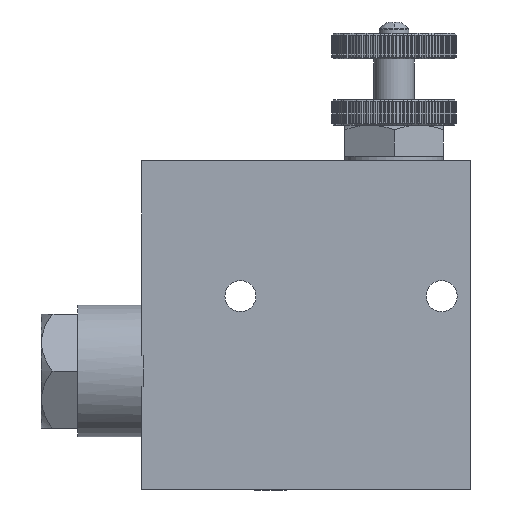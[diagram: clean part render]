
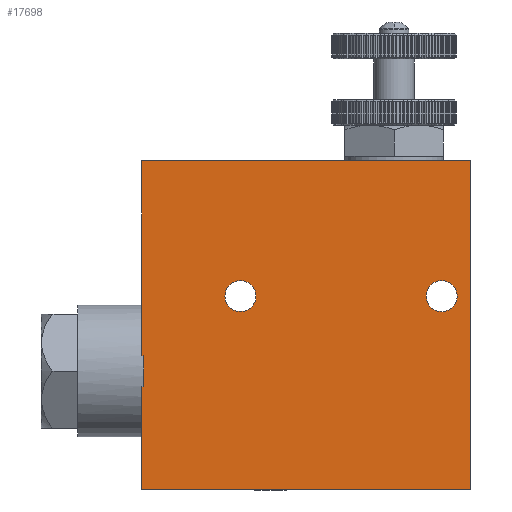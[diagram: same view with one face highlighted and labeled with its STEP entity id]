
A CAD part, front view. The second image highlights one B-rep face of the part: STEP entity #17698.
In plain terms, the highlighted planar face has unit normal (0, -1, 0).
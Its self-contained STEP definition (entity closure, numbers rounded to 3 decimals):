
#400=LINE('',#26089,#1074);
#403=LINE('',#26100,#1077);
#404=LINE('',#26101,#1078);
#419=LINE('',#26454,#1093);
#421=LINE('',#26465,#1095);
#425=LINE('',#26476,#1099);
#428=LINE('',#26482,#1102);
#430=LINE('',#26487,#1104);
#1074=VECTOR('',#20717,1000.);
#1077=VECTOR('',#20726,1000.);
#1078=VECTOR('',#20727,1000.);
#1093=VECTOR('',#20796,1000.);
#1095=VECTOR('',#20808,1000.);
#1099=VECTOR('',#20816,1000.);
#1102=VECTOR('',#20821,1000.);
#1104=VECTOR('',#20827,1000.);
#1655=PLANE('',#18659);
#4803=ORIENTED_EDGE('',*,*,#7793,.T.);
#4804=ORIENTED_EDGE('',*,*,#7794,.T.);
#4805=ORIENTED_EDGE('',*,*,#7773,.F.);
#4806=ORIENTED_EDGE('',*,*,#7742,.T.);
#4807=ORIENTED_EDGE('',*,*,#7736,.T.);
#4808=ORIENTED_EDGE('',*,*,#7741,.T.);
#4809=ORIENTED_EDGE('',*,*,#7786,.F.);
#4810=ORIENTED_EDGE('',*,*,#7783,.F.);
#4811=ORIENTED_EDGE('',*,*,#7778,.F.);
#4812=ORIENTED_EDGE('',*,*,#7789,.F.);
#7736=EDGE_CURVE('',#9409,#9410,#400,.T.);
#7741=EDGE_CURVE('',#9410,#9415,#403,.F.);
#7742=EDGE_CURVE('',#9416,#9409,#404,.T.);
#7773=EDGE_CURVE('',#9416,#9433,#419,.T.);
#7778=EDGE_CURVE('',#9437,#9438,#421,.T.);
#7783=EDGE_CURVE('',#9438,#9442,#425,.T.);
#7786=EDGE_CURVE('',#9442,#9415,#428,.T.);
#7789=EDGE_CURVE('',#9433,#9437,#430,.T.);
#7793=EDGE_CURVE('',#9447,#9447,#10336,.T.);
#7794=EDGE_CURVE('',#9448,#9448,#10337,.T.);
#9409=VERTEX_POINT('',#26087);
#9410=VERTEX_POINT('',#26088);
#9415=VERTEX_POINT('',#26099);
#9416=VERTEX_POINT('',#26102);
#9433=VERTEX_POINT('',#26455);
#9437=VERTEX_POINT('',#26466);
#9438=VERTEX_POINT('',#26467);
#9442=VERTEX_POINT('',#26477);
#9447=VERTEX_POINT('',#26496);
#9448=VERTEX_POINT('',#26498);
#10336=CIRCLE('',#18660,4.25);
#10337=CIRCLE('',#18661,4.25);
#10956=EDGE_LOOP('',(#4803));
#10957=EDGE_LOOP('',(#4804));
#10958=EDGE_LOOP('',(#4805,#4806,#4807,#4808,#4809,#4810,#4811,#4812));
#11720=FACE_BOUND('',#10956,.T.);
#11721=FACE_BOUND('',#10957,.T.);
#11722=FACE_BOUND('',#10958,.T.);
#17698=ADVANCED_FACE('',(#11720,#11721,#11722),#1655,.F.);
#18659=AXIS2_PLACEMENT_3D('',#26494,#20835,#20836);
#18660=AXIS2_PLACEMENT_3D('',#26495,#20837,#20838);
#18661=AXIS2_PLACEMENT_3D('',#26497,#20839,#20840);
#20717=DIRECTION('',(0.,0.,-1.));
#20726=DIRECTION('',(1.,0.,0.));
#20727=DIRECTION('',(1.,0.,0.));
#20796=DIRECTION('',(0.,0.,1.));
#20808=DIRECTION('',(0.,0.,-1.));
#20816=DIRECTION('',(-1.,0.,0.));
#20821=DIRECTION('',(0.,0.,1.));
#20827=DIRECTION('',(1.,0.,0.));
#20835=DIRECTION('',(0.,1.,0.));
#20836=DIRECTION('',(-1.,0.,0.));
#20837=DIRECTION('',(0.,1.,0.));
#20838=DIRECTION('',(-1.,0.,0.));
#20839=DIRECTION('',(0.,1.,0.));
#20840=DIRECTION('',(-1.,0.,0.));
#26087=CARTESIAN_POINT('',(-44.5,-17.5,-8.287));
#26088=CARTESIAN_POINT('',(-44.5,-17.5,-16.713));
#26089=CARTESIAN_POINT('',(-44.5,-17.5,0.));
#26099=CARTESIAN_POINT('',(-45.,-17.5,-16.713));
#26100=CARTESIAN_POINT('',(-45.,-17.5,-16.713));
#26101=CARTESIAN_POINT('',(-45.,-17.5,-8.287));
#26102=CARTESIAN_POINT('',(-45.,-17.5,-8.287));
#26454=CARTESIAN_POINT('',(-45.,-17.5,-45.));
#26455=CARTESIAN_POINT('',(-45.,-17.5,45.));
#26465=CARTESIAN_POINT('',(45.,-17.5,45.));
#26466=CARTESIAN_POINT('',(45.,-17.5,45.));
#26467=CARTESIAN_POINT('',(45.,-17.5,-45.));
#26476=CARTESIAN_POINT('',(45.,-17.5,-45.));
#26477=CARTESIAN_POINT('',(-45.,-17.5,-45.));
#26482=CARTESIAN_POINT('',(-45.,-17.5,-45.));
#26487=CARTESIAN_POINT('',(-45.,-17.5,45.));
#26494=CARTESIAN_POINT('',(0.,-17.5,0.));
#26495=CARTESIAN_POINT('',(-18.,-17.5,8.));
#26496=CARTESIAN_POINT('',(-22.25,-17.5,8.));
#26497=CARTESIAN_POINT('',(37.,-17.5,8.));
#26498=CARTESIAN_POINT('',(32.75,-17.5,8.));
